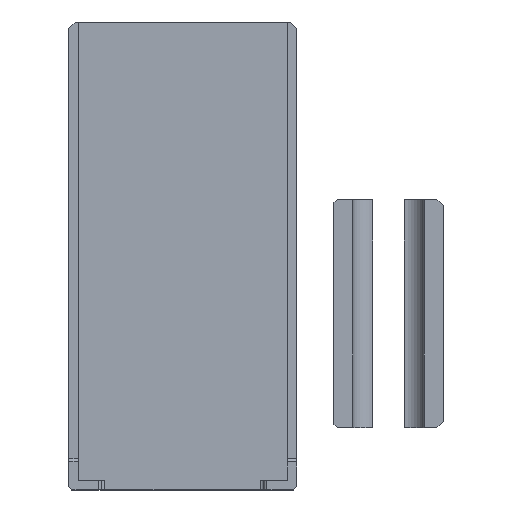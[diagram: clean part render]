
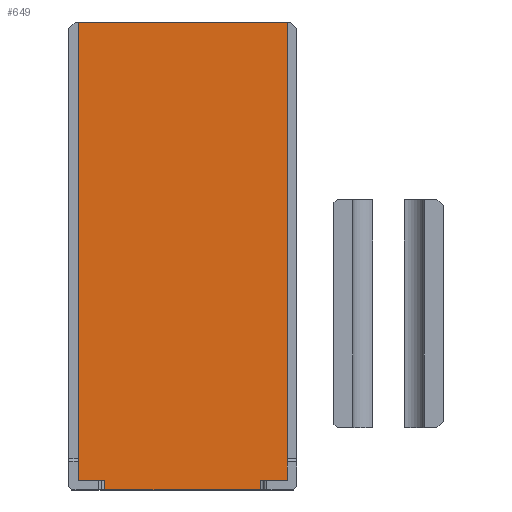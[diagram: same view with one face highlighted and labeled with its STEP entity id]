
A CAD part, top view. The second image highlights one B-rep face of the part: STEP entity #649.
In plain terms, the highlighted planar face has unit normal (0, 0, 1).
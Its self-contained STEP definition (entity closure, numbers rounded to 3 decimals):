
#578=CARTESIAN_POINT('',(0.,0.,3.));
#579=DIRECTION('',(0.,0.,1.));
#580=DIRECTION('',(1.,0.,0.));
#581=AXIS2_PLACEMENT_3D('',#578,#579,#580);
#582=PLANE('',#581);
#583=CARTESIAN_POINT('',(11.5,0.,3.));
#584=VERTEX_POINT('',#583);
#585=CARTESIAN_POINT('',(61.5,0.,3.));
#586=VERTEX_POINT('',#585);
#587=CARTESIAN_POINT('',(11.5,0.,3.));
#588=DIRECTION('',(1.,0.,-0.));
#589=VECTOR('',#588,50.);
#590=LINE('',#587,#589);
#591=EDGE_CURVE('',#584,#586,#590,.T.);
#592=ORIENTED_EDGE('',*,*,#591,.T.);
#593=CARTESIAN_POINT('',(61.5,3.,3.));
#594=VERTEX_POINT('',#593);
#595=CARTESIAN_POINT('',(61.5,0.,3.));
#596=DIRECTION('',(0.,1.,0.));
#597=VECTOR('',#596,3.);
#598=LINE('',#595,#597);
#599=EDGE_CURVE('',#586,#594,#598,.T.);
#600=ORIENTED_EDGE('',*,*,#599,.T.);
#601=CARTESIAN_POINT('',(70.,3.,3.));
#602=VERTEX_POINT('',#601);
#603=CARTESIAN_POINT('',(61.5,3.,3.));
#604=DIRECTION('',(1.,0.,-0.));
#605=VECTOR('',#604,8.5);
#606=LINE('',#603,#605);
#607=EDGE_CURVE('',#594,#602,#606,.T.);
#608=ORIENTED_EDGE('',*,*,#607,.T.);
#609=CARTESIAN_POINT('',(70.,150.,3.));
#610=VERTEX_POINT('',#609);
#611=CARTESIAN_POINT('',(70.,3.,3.));
#612=DIRECTION('',(0.,1.,0.));
#613=VECTOR('',#612,147.);
#614=LINE('',#611,#613);
#615=EDGE_CURVE('',#602,#610,#614,.T.);
#616=ORIENTED_EDGE('',*,*,#615,.T.);
#617=CARTESIAN_POINT('',(3.,150.,3.));
#618=VERTEX_POINT('',#617);
#619=CARTESIAN_POINT('',(3.,150.,3.));
#620=DIRECTION('',(1.,0.,-0.));
#621=VECTOR('',#620,67.);
#622=LINE('',#619,#621);
#623=EDGE_CURVE('',#618,#610,#622,.T.);
#624=ORIENTED_EDGE('',*,*,#623,.F.);
#625=CARTESIAN_POINT('',(3.,3.,3.));
#626=VERTEX_POINT('',#625);
#627=CARTESIAN_POINT('',(3.,3.,3.));
#628=DIRECTION('',(0.,1.,0.));
#629=VECTOR('',#628,147.);
#630=LINE('',#627,#629);
#631=EDGE_CURVE('',#626,#618,#630,.T.);
#632=ORIENTED_EDGE('',*,*,#631,.F.);
#633=CARTESIAN_POINT('',(11.5,3.,3.));
#634=VERTEX_POINT('',#633);
#635=CARTESIAN_POINT('',(11.5,3.,3.));
#636=DIRECTION('',(-1.,0.,0.));
#637=VECTOR('',#636,8.5);
#638=LINE('',#635,#637);
#639=EDGE_CURVE('',#634,#626,#638,.T.);
#640=ORIENTED_EDGE('',*,*,#639,.F.);
#641=CARTESIAN_POINT('',(11.5,3.,3.));
#642=DIRECTION('',(-0.,-1.,-0.));
#643=VECTOR('',#642,3.);
#644=LINE('',#641,#643);
#645=EDGE_CURVE('',#634,#584,#644,.T.);
#646=ORIENTED_EDGE('',*,*,#645,.T.);
#647=EDGE_LOOP('',(#592,#600,#608,#616,#624,#632,#640,#646));
#648=FACE_BOUND('',#647,.T.);
#649=ADVANCED_FACE('',(#648),#582,.T.);
